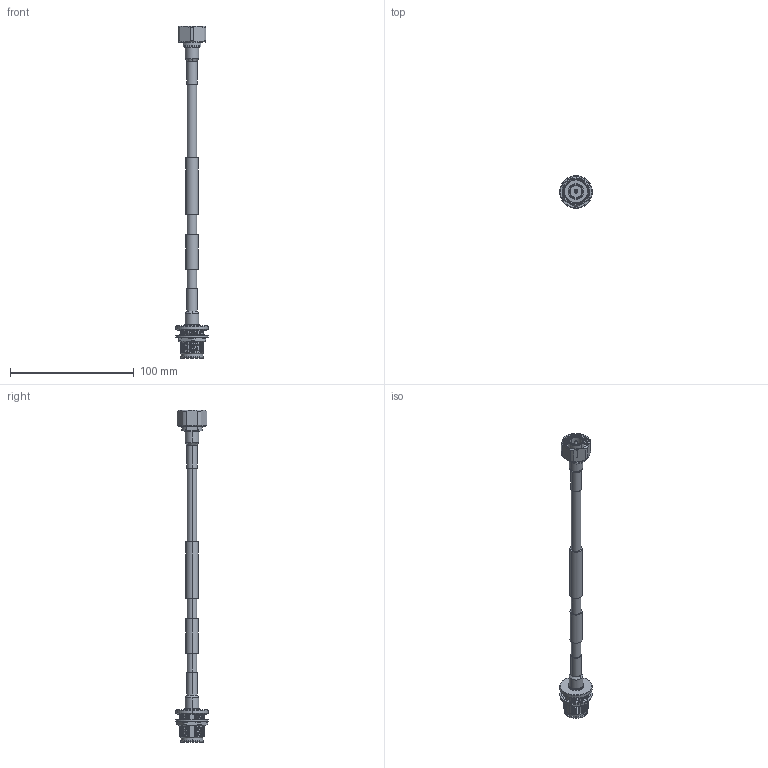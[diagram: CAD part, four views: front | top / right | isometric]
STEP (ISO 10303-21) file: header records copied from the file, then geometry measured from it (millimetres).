
FILE_DESCRIPTION (( 'STEP AP214' ), '1' );
FILE_NAME ('PE3C7829.step', '2021-02-09T19:14:04', ( '' ), ( '' ), 'SwSTEP 2.0', 'SolidWorks 2018', '' );
FILE_SCHEMA (( 'AUTOMOTIVE_DESIGN' ));
Length unit declared in the file: inch
Products named in the file (5): PE3C7829; PE45654^PE3C7829; PE-1/4SFHC^PE3C7829; Heat Shrink^PE3C7829; PE45657^PE3C7829
Assembly tree (5 placements, depth 2):
  PE3C7829
    PE-1/4SFHC^PE3C7829
    Heat Shrink^PE3C7829  x2
    PE45654^PE3C7829
    PE45657^PE3C7829
Bounding box: 26.5 x 26.5 x 268.7 mm (x, y, z)
Volume: 25559.8 mm3; surface area: 17441 mm2
Topology: 8 solids, 9 shells, 536 faces, 1462 edges, 967 vertices
Faces by surface type: cylinder 170, bspline 168, plane 136, cone 56, torus 6
Entity records: 96897 total; most frequent: CARTESIAN_POINT 84958, ORIENTED_EDGE 2888, DIRECTION 1940, EDGE_CURVE 1444, VERTEX_POINT 955, AXIS2_PLACEMENT_3D 733, EDGE_LOOP 561, ADVANCED_FACE 528
